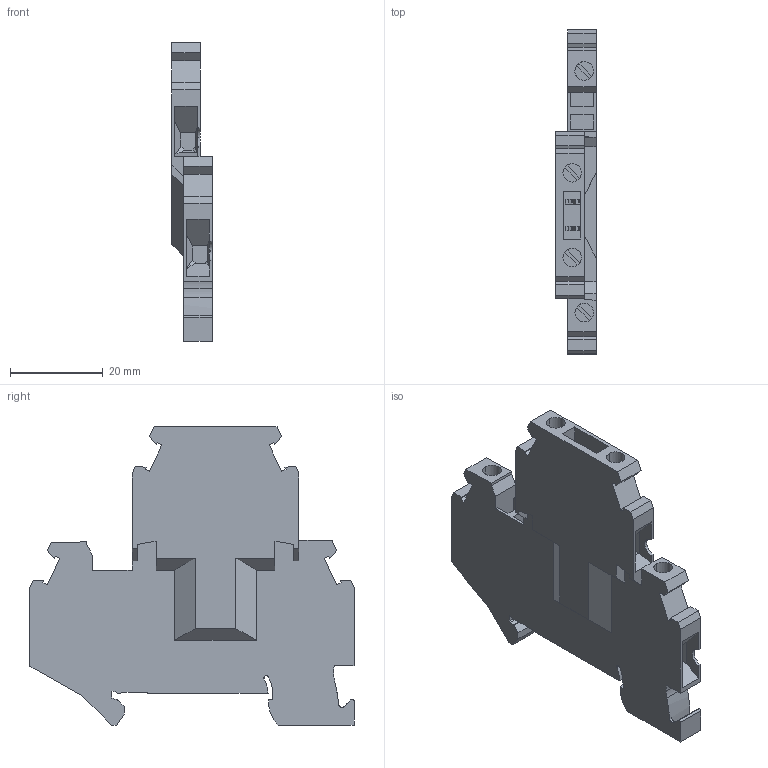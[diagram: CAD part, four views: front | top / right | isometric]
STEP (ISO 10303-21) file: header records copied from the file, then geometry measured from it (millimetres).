
FILE_DESCRIPTION(('STEP AP214'),'1');
FILE_NAME('cctmp_32836BC7-0893-46A7-BBD7-BD416119923A_2023_07_24_09_28_59_0467..stp','2023-07-24T07:28:59',('SIEMENS A&D'),('CADClick - www.CADClick.com'),'Spatial InterOp 3D postprocessed',' ','unknown authorization');
FILE_SCHEMA(('AUTOMOTIVE_DESIGN'));
Length unit declared in the file: millimetre
Products named in the file (1): 2023_07_24_09_28_59_0455
Bounding box: 8.72 x 69.9 x 64.35 mm (x, y, z)
Volume: 15913 mm3; surface area: 10153 mm2
Topology: 1 solids, 1 shells, 291 faces, 813 edges, 534 vertices
Faces by surface type: plane 259, cylinder 32
Entity records: 10100 total; most frequent: CARTESIAN_POINT 1639, ORIENTED_EDGE 1626, DIRECTION 1480, EDGE_CURVE 813, LINE 730, VECTOR 730, VERTEX_POINT 534, AXIS2_PLACEMENT_3D 375
